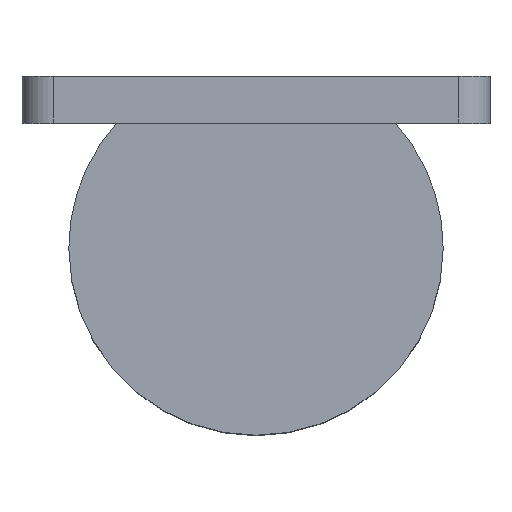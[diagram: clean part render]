
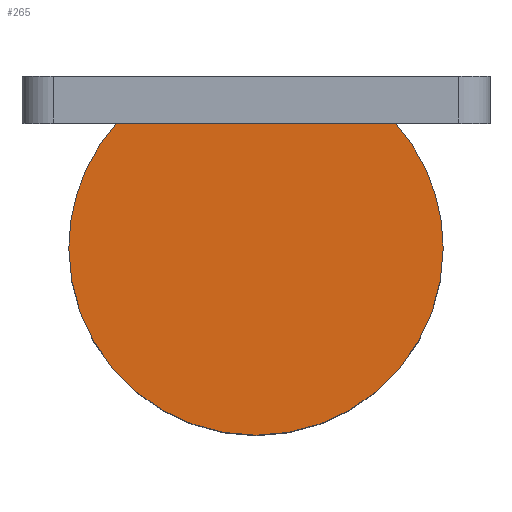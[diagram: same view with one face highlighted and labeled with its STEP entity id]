
A CAD part, top view. The second image highlights one B-rep face of the part: STEP entity #265.
In plain terms, the highlighted planar face has unit normal (0, 0, 1).
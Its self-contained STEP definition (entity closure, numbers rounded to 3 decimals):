
#35 = FACE_OUTER_BOUND ( 'NONE', #365, .T. ) ;
#37 = CARTESIAN_POINT ( 'NONE',  ( -4.472, -1.5, 9. ) ) ;
#62 = VERTEX_POINT ( 'NONE', #501 ) ;
#74 = AXIS2_PLACEMENT_3D ( 'NONE', #496, #580, #545 ) ;
#132 = DIRECTION ( 'NONE',  ( 1., 0., 0. ) ) ;
#148 = PLANE ( 'NONE',  #74 ) ;
#160 = CIRCLE ( 'NONE', #238, 6. ) ;
#173 = DIRECTION ( 'NONE',  ( 0., 0., 1. ) ) ;
#177 = CARTESIAN_POINT ( 'NONE',  ( 0., -5.5, 9. ) ) ;
#182 = DIRECTION ( 'NONE',  ( 1., 0., 0. ) ) ;
#186 = AXIS2_PLACEMENT_3D ( 'NONE', #177, #385, #132 ) ;
#189 = ORIENTED_EDGE ( 'NONE', *, *, #224, .T. ) ;
#218 = CIRCLE ( 'NONE', #186, 6. ) ;
#221 = DIRECTION ( 'NONE',  ( 1., 0., 0. ) ) ;
#224 = EDGE_CURVE ( 'NONE', #62, #334, #373, .T. ) ;
#230 = CARTESIAN_POINT ( 'NONE',  ( 0., -5.5, 9. ) ) ;
#237 = CARTESIAN_POINT ( 'NONE',  ( 4.472, -1.5, 9. ) ) ;
#238 = AXIS2_PLACEMENT_3D ( 'NONE', #230, #629, #182 ) ;
#265 = ADVANCED_FACE ( 'NONE', ( #35 ), #148, .F. ) ;
#289 = CARTESIAN_POINT ( 'NONE',  ( 7.5, -1.5, 9. ) ) ;
#334 = VERTEX_POINT ( 'NONE', #627 ) ;
#344 = LINE ( 'NONE', #289, #572 ) ;
#347 = ORIENTED_EDGE ( 'NONE', *, *, #532, .T. ) ;
#349 = DIRECTION ( 'NONE',  ( -1., 0., 0. ) ) ;
#365 = EDGE_LOOP ( 'NONE', ( #607, #189, #347, #444 ) ) ;
#373 = CIRCLE ( 'NONE', #615, 6. ) ;
#385 = DIRECTION ( 'NONE',  ( 0., 0., 1. ) ) ;
#442 = VERTEX_POINT ( 'NONE', #37 ) ;
#444 = ORIENTED_EDGE ( 'NONE', *, *, #596, .T. ) ;
#496 = CARTESIAN_POINT ( 'NONE',  ( 7.5, -1.5, 9. ) ) ;
#501 = CARTESIAN_POINT ( 'NONE',  ( -6., -5.5, 9. ) ) ;
#504 = EDGE_CURVE ( 'NONE', #442, #62, #218, .T. ) ;
#514 = CARTESIAN_POINT ( 'NONE',  ( 0., -5.5, 9. ) ) ;
#532 = EDGE_CURVE ( 'NONE', #334, #591, #160, .T. ) ;
#545 = DIRECTION ( 'NONE',  ( 0., 1., 0. ) ) ;
#572 = VECTOR ( 'NONE', #349, 1000. ) ;
#580 = DIRECTION ( 'NONE',  ( 0., 0., -1. ) ) ;
#591 = VERTEX_POINT ( 'NONE', #237 ) ;
#596 = EDGE_CURVE ( 'NONE', #591, #442, #344, .T. ) ;
#607 = ORIENTED_EDGE ( 'NONE', *, *, #504, .T. ) ;
#615 = AXIS2_PLACEMENT_3D ( 'NONE', #514, #173, #221 ) ;
#627 = CARTESIAN_POINT ( 'NONE',  ( 6., -5.5, 9. ) ) ;
#629 = DIRECTION ( 'NONE',  ( 0., 0., 1. ) ) ;
